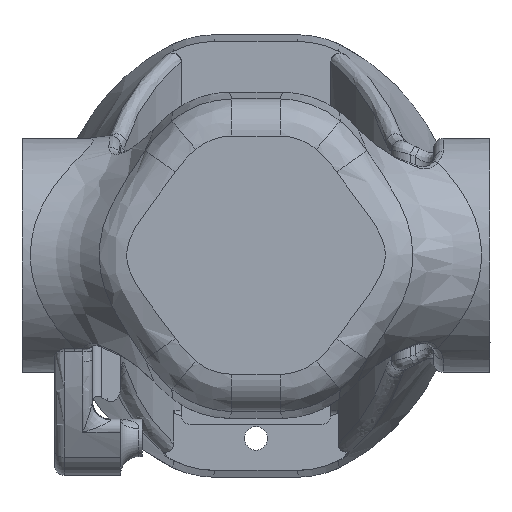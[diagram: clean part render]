
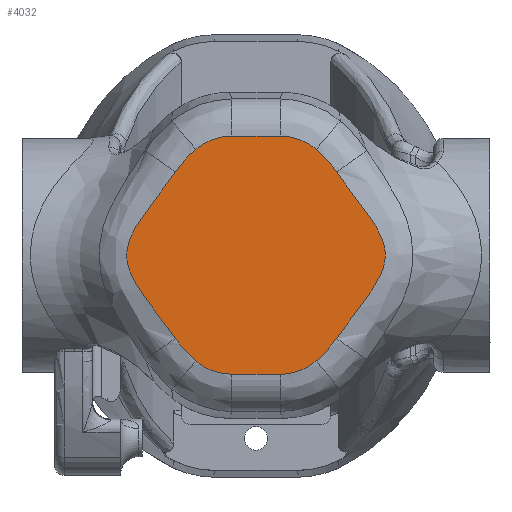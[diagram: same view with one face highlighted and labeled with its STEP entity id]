
A CAD part, top view. The second image highlights one B-rep face of the part: STEP entity #4032.
In plain terms, the highlighted planar face has unit normal (0, 0, 1).
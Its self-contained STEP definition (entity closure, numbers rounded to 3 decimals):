
#50=ELLIPSE('',#4413,12.729,10.378);
#52=ELLIPSE('',#4420,12.729,10.378);
#54=ELLIPSE('',#4424,12.729,10.378);
#56=ELLIPSE('',#4430,12.729,10.378);
#309=B_SPLINE_CURVE_WITH_KNOTS('',3,(#9464,#9465,#9466,#9467,#9468,#9469,
#9470,#9471,#9472,#9473,#9474,#9475,#9476,#9477),.UNSPECIFIED.,.F.,.F.,
(4,1,1,1,1,1,1,1,1,1,1,4),(-2.092,-1.794,-1.495,
-1.345,-1.27,-1.196,-1.046,
-0.897,-0.747,-0.598,-0.299,
0.),.UNSPECIFIED.);
#311=B_SPLINE_CURVE_WITH_KNOTS('',3,(#9531,#9532,#9533,#9534),
 .UNSPECIFIED.,.F.,.F.,(4,4),(0.,0.419),.UNSPECIFIED.);
#313=B_SPLINE_CURVE_WITH_KNOTS('',3,(#9568,#9569,#9570,#9571),
 .UNSPECIFIED.,.F.,.F.,(4,4),(0.,0.419),.UNSPECIFIED.);
#314=B_SPLINE_CURVE_WITH_KNOTS('',3,(#9670,#9671,#9672,#9673,#9674,#9675,
#9676,#9677,#9678,#9679,#9680,#9681,#9682,#9683),.UNSPECIFIED.,.F.,.F.,
(4,1,1,1,1,1,1,1,1,1,1,4),(-2.092,-1.793,-1.494,
-1.345,-1.196,-1.046,-0.897,
-0.822,-0.747,-0.598,-0.299,
0.),.UNSPECIFIED.);
#317=B_SPLINE_CURVE_WITH_KNOTS('',3,(#9750,#9751,#9752,#9753),
 .UNSPECIFIED.,.F.,.F.,(4,4),(0.,0.419),.UNSPECIFIED.);
#319=B_SPLINE_CURVE_WITH_KNOTS('',3,(#9787,#9788,#9789,#9790),
 .UNSPECIFIED.,.F.,.F.,(4,4),(0.,0.419),.UNSPECIFIED.);
#382=PLANE('',#4432);
#534=LINE('',#9539,#723);
#536=LINE('',#9758,#725);
#723=VECTOR('',#5220,10.);
#725=VECTOR('',#5244,10.);
#1004=FACE_OUTER_BOUND('',#1258,.T.);
#1258=EDGE_LOOP('',(#3404,#3405,#3406,#3407,#3408,#3409,#3410,#3411,#3412,
#3413,#3414,#3415));
#1881=VERTEX_POINT('',#9461);
#1882=VERTEX_POINT('',#9463);
#1884=VERTEX_POINT('',#9501);
#1886=VERTEX_POINT('',#9529);
#1888=VERTEX_POINT('',#9537);
#1890=VERTEX_POINT('',#9566);
#1892=VERTEX_POINT('',#9594);
#1894=VERTEX_POINT('',#9668);
#1896=VERTEX_POINT('',#9720);
#1898=VERTEX_POINT('',#9748);
#1900=VERTEX_POINT('',#9756);
#1902=VERTEX_POINT('',#9785);
#2411=EDGE_CURVE('',#1881,#1882,#309,.T.);
#2415=EDGE_CURVE('',#1884,#1881,#50,.T.);
#2418=EDGE_CURVE('',#1886,#1884,#311,.T.);
#2420=EDGE_CURVE('',#1888,#1886,#534,.T.);
#2424=EDGE_CURVE('',#1890,#1888,#313,.T.);
#2427=EDGE_CURVE('',#1892,#1890,#52,.T.);
#2429=EDGE_CURVE('',#1894,#1892,#314,.T.);
#2433=EDGE_CURVE('',#1896,#1894,#54,.T.);
#2436=EDGE_CURVE('',#1898,#1896,#317,.T.);
#2438=EDGE_CURVE('',#1900,#1898,#536,.T.);
#2442=EDGE_CURVE('',#1902,#1900,#319,.T.);
#2444=EDGE_CURVE('',#1882,#1902,#56,.T.);
#3404=ORIENTED_EDGE('',*,*,#2411,.F.);
#3405=ORIENTED_EDGE('',*,*,#2415,.F.);
#3406=ORIENTED_EDGE('',*,*,#2418,.F.);
#3407=ORIENTED_EDGE('',*,*,#2420,.F.);
#3408=ORIENTED_EDGE('',*,*,#2424,.F.);
#3409=ORIENTED_EDGE('',*,*,#2427,.F.);
#3410=ORIENTED_EDGE('',*,*,#2429,.F.);
#3411=ORIENTED_EDGE('',*,*,#2433,.F.);
#3412=ORIENTED_EDGE('',*,*,#2436,.F.);
#3413=ORIENTED_EDGE('',*,*,#2438,.F.);
#3414=ORIENTED_EDGE('',*,*,#2442,.F.);
#3415=ORIENTED_EDGE('',*,*,#2444,.F.);
#4032=ADVANCED_FACE('',(#1004),#382,.F.);
#4413=AXIS2_PLACEMENT_3D('',#9503,#5212,#5213);
#4420=AXIS2_PLACEMENT_3D('',#9596,#5228,#5229);
#4424=AXIS2_PLACEMENT_3D('',#9722,#5236,#5237);
#4430=AXIS2_PLACEMENT_3D('',#9812,#5250,#5251);
#4432=AXIS2_PLACEMENT_3D('',#9898,#5254,#5255);
#5212=DIRECTION('center_axis',(0.,0.,-1.));
#5213=DIRECTION('ref_axis',(-0.162,0.987,0.));
#5220=DIRECTION('',(-1.,0.,0.));
#5228=DIRECTION('center_axis',(0.,0.,-1.));
#5229=DIRECTION('ref_axis',(0.162,0.987,0.));
#5236=DIRECTION('center_axis',(0.,0.,-1.));
#5237=DIRECTION('ref_axis',(-0.162,0.987,0.));
#5244=DIRECTION('',(1.,0.,0.));
#5250=DIRECTION('center_axis',(0.,0.,-1.));
#5251=DIRECTION('ref_axis',(0.162,0.987,0.));
#5254=DIRECTION('center_axis',(0.,0.,-1.));
#5255=DIRECTION('ref_axis',(1.,0.,0.));
#9461=CARTESIAN_POINT('',(-8.599,-8.894,55.));
#9463=CARTESIAN_POINT('',(-8.599,8.894,55.));
#9464=CARTESIAN_POINT('Ctrl Pts',(-8.599,-8.894,55.));
#9465=CARTESIAN_POINT('Ctrl Pts',(-9.168,-8.077,55.));
#9466=CARTESIAN_POINT('Ctrl Pts',(-10.368,-6.486,55.));
#9467=CARTESIAN_POINT('Ctrl Pts',(-11.899,-4.52,55.));
#9468=CARTESIAN_POINT('Ctrl Pts',(-12.847,-3.055,55.));
#9469=CARTESIAN_POINT('Ctrl Pts',(-13.302,-2.167,55.));
#9470=CARTESIAN_POINT('Ctrl Pts',(-13.673,-1.242,55.));
#9471=CARTESIAN_POINT('Ctrl Pts',(-13.905,0.001,
55.));
#9472=CARTESIAN_POINT('Ctrl Pts',(-13.626,1.492,55.));
#9473=CARTESIAN_POINT('Ctrl Pts',(-12.981,2.846,55.));
#9474=CARTESIAN_POINT('Ctrl Pts',(-11.898,4.522,55.));
#9475=CARTESIAN_POINT('Ctrl Pts',(-10.369,6.487,55.));
#9476=CARTESIAN_POINT('Ctrl Pts',(-9.168,8.077,55.));
#9477=CARTESIAN_POINT('Ctrl Pts',(-8.599,8.894,55.));
#9501=CARTESIAN_POINT('',(-6.423,-11.308,55.));
#9503=CARTESIAN_POINT('Origin',(-0.805,-1.095,55.));
#9529=CARTESIAN_POINT('',(-2.57,-12.727,55.));
#9531=CARTESIAN_POINT('Ctrl Pts',(-2.57,-12.727,55.));
#9532=CARTESIAN_POINT('Ctrl Pts',(-3.968,-12.727,55.));
#9533=CARTESIAN_POINT('Ctrl Pts',(-5.36,-12.215,55.));
#9534=CARTESIAN_POINT('Ctrl Pts',(-6.423,-11.308,55.));
#9537=CARTESIAN_POINT('',(2.57,-12.727,55.));
#9539=CARTESIAN_POINT('',(3.25,-12.727,55.));
#9566=CARTESIAN_POINT('',(6.423,-11.308,55.));
#9568=CARTESIAN_POINT('Ctrl Pts',(6.423,-11.308,55.));
#9569=CARTESIAN_POINT('Ctrl Pts',(5.36,-12.215,55.));
#9570=CARTESIAN_POINT('Ctrl Pts',(3.968,-12.727,55.));
#9571=CARTESIAN_POINT('Ctrl Pts',(2.57,-12.727,55.));
#9594=CARTESIAN_POINT('',(8.599,-8.894,55.));
#9596=CARTESIAN_POINT('Origin',(0.805,-1.095,55.));
#9668=CARTESIAN_POINT('',(8.599,8.894,55.));
#9670=CARTESIAN_POINT('Ctrl Pts',(8.599,8.894,55.));
#9671=CARTESIAN_POINT('Ctrl Pts',(9.168,8.077,55.));
#9672=CARTESIAN_POINT('Ctrl Pts',(10.369,6.487,55.));
#9673=CARTESIAN_POINT('Ctrl Pts',(11.9,4.521,55.));
#9674=CARTESIAN_POINT('Ctrl Pts',(12.982,2.845,55.));
#9675=CARTESIAN_POINT('Ctrl Pts',(13.626,1.491,55.));
#9676=CARTESIAN_POINT('Ctrl Pts',(13.905,0.,
55.));
#9677=CARTESIAN_POINT('Ctrl Pts',(13.673,-1.243,55.));
#9678=CARTESIAN_POINT('Ctrl Pts',(13.302,-2.168,55.));
#9679=CARTESIAN_POINT('Ctrl Pts',(12.847,-3.056,55.));
#9680=CARTESIAN_POINT('Ctrl Pts',(11.899,-4.521,55.));
#9681=CARTESIAN_POINT('Ctrl Pts',(10.367,-6.486,55.));
#9682=CARTESIAN_POINT('Ctrl Pts',(9.168,-8.077,55.));
#9683=CARTESIAN_POINT('Ctrl Pts',(8.599,-8.894,55.));
#9720=CARTESIAN_POINT('',(6.423,11.308,55.));
#9722=CARTESIAN_POINT('Origin',(0.805,1.095,55.));
#9748=CARTESIAN_POINT('',(2.57,12.727,55.));
#9750=CARTESIAN_POINT('Ctrl Pts',(2.57,12.727,55.));
#9751=CARTESIAN_POINT('Ctrl Pts',(3.968,12.727,55.));
#9752=CARTESIAN_POINT('Ctrl Pts',(5.36,12.215,55.));
#9753=CARTESIAN_POINT('Ctrl Pts',(6.423,11.308,55.));
#9756=CARTESIAN_POINT('',(-2.57,12.727,55.));
#9758=CARTESIAN_POINT('',(-3.25,12.727,55.));
#9785=CARTESIAN_POINT('',(-6.423,11.308,55.));
#9787=CARTESIAN_POINT('Ctrl Pts',(-6.423,11.308,55.));
#9788=CARTESIAN_POINT('Ctrl Pts',(-5.36,12.215,55.));
#9789=CARTESIAN_POINT('Ctrl Pts',(-3.968,12.727,55.));
#9790=CARTESIAN_POINT('Ctrl Pts',(-2.57,12.727,55.));
#9812=CARTESIAN_POINT('Origin',(-0.805,1.095,55.));
#9898=CARTESIAN_POINT('Origin',(0.,0.,55.));
